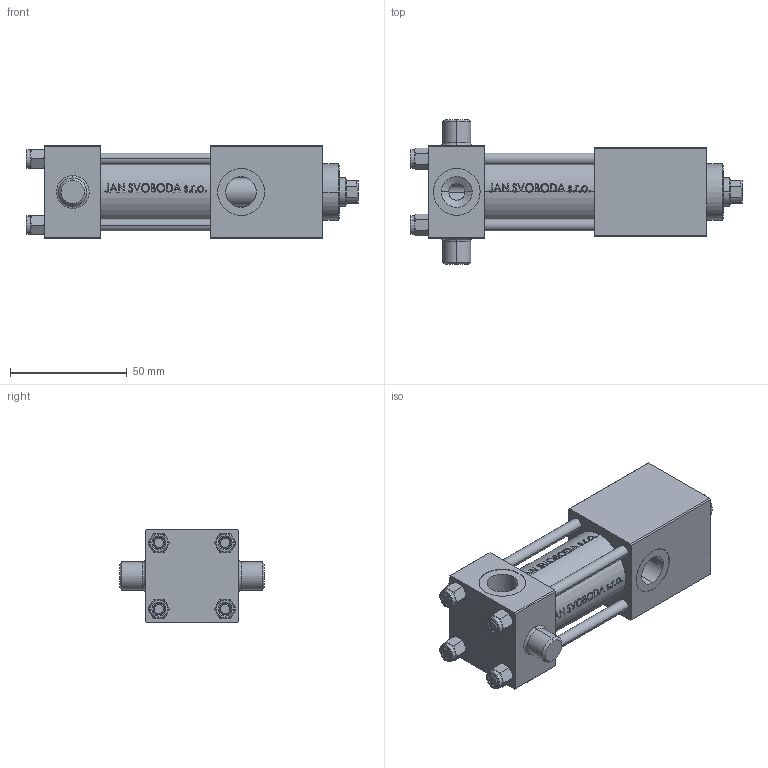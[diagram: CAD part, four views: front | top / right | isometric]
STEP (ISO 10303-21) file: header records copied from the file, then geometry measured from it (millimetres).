
FILE_DESCRIPTION (( 'STEP AP203' ), '1' );
FILE_NAME ('e6cb.STEP', '2022-04-14T11:22:24', ( '' ), ( '' ), 'SwSTEP 2.0', 'SolidWorks 2019', '' );
FILE_SCHEMA (( 'CONFIG_CONTROL_DESIGN' ));
Length unit declared in the file: millimetre
Products named in the file (6): NUT_M5_L 04c2df847478300c0f21a27659c3ff38; V215CR_VCP_L 04c2df847478300c0f21a27659c3ff38; V215_VC_A 04c2df847478300c0f21a27659c3ff38; V215CR_L_TYCINKA 04c2df847478300c0f21a27659c3ff38; V215CR_L_Body 04c2df847478300c0f21a27659c3ff38; e6cb
Assembly tree (11 placements, depth 2):
  e6cb
    V215CR_L_Body 04c2df847478300c0f21a27659c3ff38
    V215CR_VCP_L 04c2df847478300c0f21a27659c3ff38
    V215CR_L_TYCINKA 04c2df847478300c0f21a27659c3ff38  x4
    NUT_M5_L 04c2df847478300c0f21a27659c3ff38  x4
    V215_VC_A 04c2df847478300c0f21a27659c3ff38
Bounding box: 142 x 62 x 40 mm (x, y, z)
Volume: 141052.9 mm3; surface area: 52936.4 mm2
Topology: 11 solids, 11 shells, 1077 faces, 2719 edges, 1745 vertices
Faces by surface type: plane 429, bspline 380, cone 132, cylinder 124, torus 12
Entity records: 46857 total; most frequent: CARTESIAN_POINT 25598, ORIENTED_EDGE 4930, DIRECTION 2977, EDGE_CURVE 2465, VERTEX_POINT 1601, LINE 1265, VECTOR 1265, EDGE_LOOP 1050
